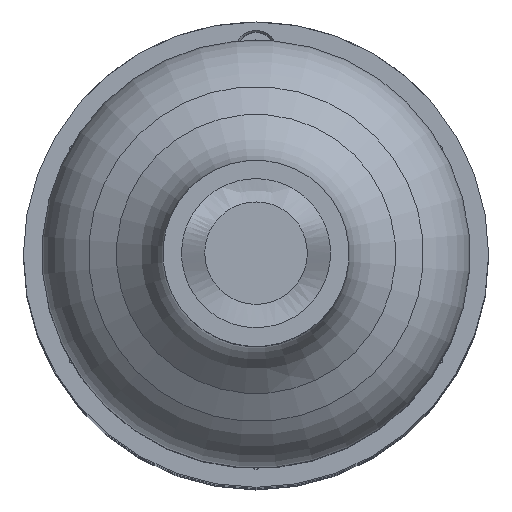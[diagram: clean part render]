
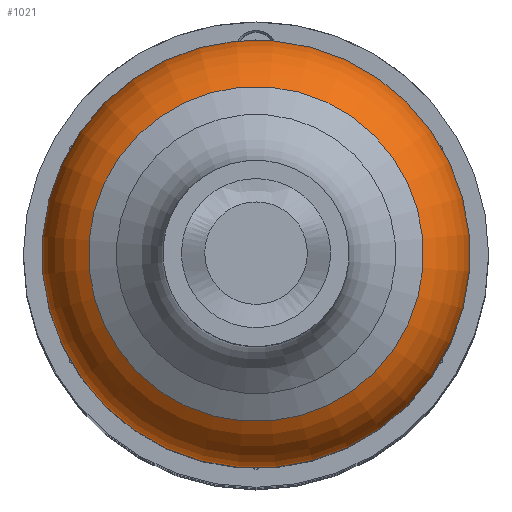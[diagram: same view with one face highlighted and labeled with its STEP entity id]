
A CAD part, top view. The second image highlights one B-rep face of the part: STEP entity #1021.
In plain terms, the highlighted toroidal (fillet/blend) face has major radius 6.5 mm and minor radius 5 mm.
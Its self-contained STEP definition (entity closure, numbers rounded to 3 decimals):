
#1 = AXIS2_PLACEMENT_3D ( 'NONE', #633, #635, #632 ) ;
#221 = CARTESIAN_POINT ( 'NONE',  ( 0., 0., 19.443 ) ) ;
#222 = DIRECTION ( 'NONE',  ( 0.264, -0.964, 0. ) ) ;
#240 = DIRECTION ( 'NONE',  ( 0., 0., 1. ) ) ;
#282 = DIRECTION ( 'NONE',  ( 0.264, -0.964, 0. ) ) ;
#283 = DIRECTION ( 'NONE',  ( 0., 0., 1. ) ) ;
#284 = CARTESIAN_POINT ( 'NONE',  ( 0., 0., 15.113 ) ) ;
#424 = CARTESIAN_POINT ( 'NONE',  ( 2.377, -8.68, 19.443 ) ) ;
#432 = CARTESIAN_POINT ( 'NONE',  ( 3.037, -11.092, 15.113 ) ) ;
#632 = DIRECTION ( 'NONE',  ( 0.264, -0.964, 0. ) ) ;
#633 = CARTESIAN_POINT ( 'NONE',  ( 0., 0., 15.113 ) ) ;
#635 = DIRECTION ( 'NONE',  ( 0., 0., 1. ) ) ;
#663 = VERTEX_POINT ( 'NONE', #432 ) ;
#768 = VERTEX_POINT ( 'NONE', #424 ) ;
#802 = FACE_OUTER_BOUND ( 'NONE', #1090, .T. ) ;
#816 = FACE_OUTER_BOUND ( 'NONE', #1080, .T. ) ;
#817 = TOROIDAL_SURFACE ( 'NONE', #1, 6.5, 5. ) ;
#882 = CIRCLE ( 'NONE', #1003, 9. ) ;
#890 = CIRCLE ( 'NONE', #988, 11.5 ) ;
#965 = EDGE_CURVE ( 'NONE', #768, #768, #882, .T. ) ;
#975 = EDGE_CURVE ( 'NONE', #663, #663, #890, .T. ) ;
#988 = AXIS2_PLACEMENT_3D ( 'NONE', #284, #283, #282 ) ;
#1003 = AXIS2_PLACEMENT_3D ( 'NONE', #221, #240, #222 ) ;
#1021 = ADVANCED_FACE ( 'NONE', ( #802, #816 ), #817, .T. ) ;
#1080 = EDGE_LOOP ( 'NONE', ( #1248 ) ) ;
#1090 = EDGE_LOOP ( 'NONE', ( #1251 ) ) ;
#1248 = ORIENTED_EDGE ( 'NONE', *, *, #975, .T. ) ;
#1251 = ORIENTED_EDGE ( 'NONE', *, *, #965, .F. ) ;
